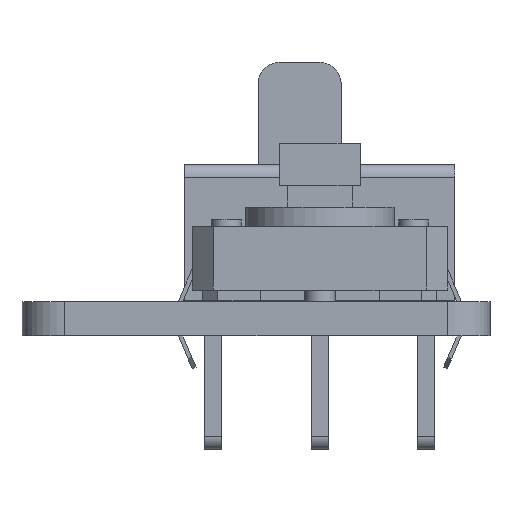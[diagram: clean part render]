
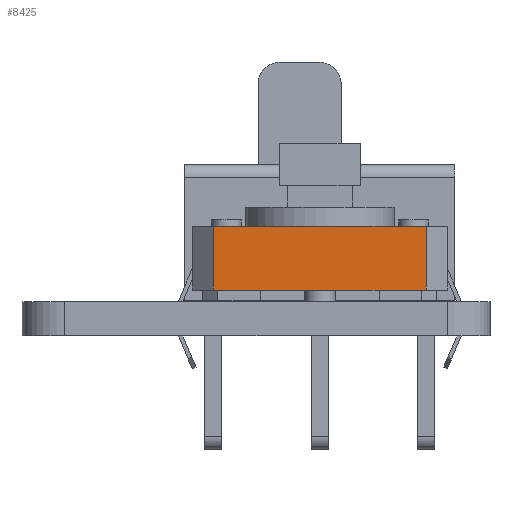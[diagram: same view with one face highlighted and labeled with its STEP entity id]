
A CAD part, left-side view. The second image highlights one B-rep face of the part: STEP entity #8425.
In plain terms, the highlighted free-form (B-spline) face has degree [1, 1] with [2, 2] control points.
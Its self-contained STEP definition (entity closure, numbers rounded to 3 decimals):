
#3069 = B_SPLINE_SURFACE_WITH_KNOTS('',1,1,(
    (#3070,#3071)
    ,(#3072,#3073
    )),.UNSPECIFIED.,.F.,.F.,.F.,(2,2),(2,2),(-6.,6.),(-6.,6.),
  .PIECEWISE_BEZIER_KNOTS.);
#3070 = CARTESIAN_POINT('',(-6.,-6.,0.));
#3071 = CARTESIAN_POINT('',(-6.,6.,0.));
#3072 = CARTESIAN_POINT('',(6.,-6.,0.));
#3073 = CARTESIAN_POINT('',(6.,6.,0.));
#7916 = EDGE_CURVE('',#7917,#7919,#7921,.T.);
#7917 = VERTEX_POINT('',#7918);
#7918 = CARTESIAN_POINT('',(5.,6.,0.));
#7919 = VERTEX_POINT('',#7920);
#7920 = CARTESIAN_POINT('',(-5.,6.,0.));
#7921 = SURFACE_CURVE('',#7922,(#7925,#7931),.PCURVE_S1.);
#7922 = B_SPLINE_CURVE_WITH_KNOTS('',1,(#7923,#7924),.UNSPECIFIED.,.F.,
  .F.,(2,2),(1.,11.),.PIECEWISE_BEZIER_KNOTS.);
#7923 = CARTESIAN_POINT('',(5.,6.,0.));
#7924 = CARTESIAN_POINT('',(-5.,6.,0.));
#7925 = PCURVE('',#3069,#7926);
#7926 = DEFINITIONAL_REPRESENTATION('',(#7927),#7930);
#7927 = B_SPLINE_CURVE_WITH_KNOTS('',1,(#7928,#7929),.UNSPECIFIED.,.F.,
  .F.,(2,2),(1.,11.),.PIECEWISE_BEZIER_KNOTS.);
#7928 = CARTESIAN_POINT('',(5.,6.));
#7929 = CARTESIAN_POINT('',(-5.,6.));
#7930 = ( GEOMETRIC_REPRESENTATION_CONTEXT(2) 
PARAMETRIC_REPRESENTATION_CONTEXT() REPRESENTATION_CONTEXT('2D SPACE',''
  ) );
#7931 = PCURVE('',#7932,#7937);
#7932 = B_SPLINE_SURFACE_WITH_KNOTS('',1,1,(
    (#7933,#7934)
    ,(#7935,#7936
    )),.UNSPECIFIED.,.F.,.F.,.F.,(2,2),(2,2),(-11.,-1.),(-3.,0.),
  .PIECEWISE_BEZIER_KNOTS.);
#7933 = CARTESIAN_POINT('',(-5.,6.,3.));
#7934 = CARTESIAN_POINT('',(-5.,6.,0.));
#7935 = CARTESIAN_POINT('',(5.,6.,3.));
#7936 = CARTESIAN_POINT('',(5.,6.,0.));
#7937 = DEFINITIONAL_REPRESENTATION('',(#7938),#7941);
#7938 = B_SPLINE_CURVE_WITH_KNOTS('',1,(#7939,#7940),.UNSPECIFIED.,.F.,
  .F.,(2,2),(1.,11.),.PIECEWISE_BEZIER_KNOTS.);
#7939 = CARTESIAN_POINT('',(-1.,0.));
#7940 = CARTESIAN_POINT('',(-11.,0.));
#7941 = ( GEOMETRIC_REPRESENTATION_CONTEXT(2) 
PARAMETRIC_REPRESENTATION_CONTEXT() REPRESENTATION_CONTEXT('2D SPACE',''
  ) );
#7957 = B_SPLINE_SURFACE_WITH_KNOTS('',1,1,(
    (#7958,#7959)
    ,(#7960,#7961
    )),.UNSPECIFIED.,.F.,.F.,.F.,(2,2),(2,2),(0.,3.),(-0.707,
    0.707),.PIECEWISE_BEZIER_KNOTS.);
#7958 = CARTESIAN_POINT('',(-6.,5.,0.));
#7959 = CARTESIAN_POINT('',(-5.,6.,0.));
#7960 = CARTESIAN_POINT('',(-6.,5.,3.));
#7961 = CARTESIAN_POINT('',(-5.,6.,3.));
#8095 = B_SPLINE_SURFACE_WITH_KNOTS('',1,1,(
    (#8096,#8097)
    ,(#8098,#8099
    )),.UNSPECIFIED.,.F.,.F.,.F.,(2,2),(2,2),(-3.,0.),(-0.707,
    0.707),.PIECEWISE_BEZIER_KNOTS.);
#8096 = CARTESIAN_POINT('',(6.,5.,3.));
#8097 = CARTESIAN_POINT('',(5.,6.,3.));
#8098 = CARTESIAN_POINT('',(6.,5.,0.));
#8099 = CARTESIAN_POINT('',(5.,6.,0.));
#8157 = B_SPLINE_SURFACE_WITH_KNOTS('',1,1,(
    (#8158,#8159)
    ,(#8160,#8161
    )),.UNSPECIFIED.,.F.,.F.,.F.,(2,2),(2,2),(-6.,6.),(-6.,6.),
  .PIECEWISE_BEZIER_KNOTS.);
#8158 = CARTESIAN_POINT('',(-6.,-6.,3.));
#8159 = CARTESIAN_POINT('',(-6.,6.,3.));
#8160 = CARTESIAN_POINT('',(6.,-6.,3.));
#8161 = CARTESIAN_POINT('',(6.,6.,3.));
#8387 = VERTEX_POINT('',#8388);
#8388 = CARTESIAN_POINT('',(-5.,6.,3.));
#8406 = EDGE_CURVE('',#8387,#7919,#8407,.T.);
#8407 = SURFACE_CURVE('',#8408,(#8411,#8417),.PCURVE_S1.);
#8408 = B_SPLINE_CURVE_WITH_KNOTS('',1,(#8409,#8410),.UNSPECIFIED.,.F.,
  .F.,(2,2),(-3.,0.),.PIECEWISE_BEZIER_KNOTS.);
#8409 = CARTESIAN_POINT('',(-5.,6.,3.));
#8410 = CARTESIAN_POINT('',(-5.,6.,0.));
#8411 = PCURVE('',#7957,#8412);
#8412 = DEFINITIONAL_REPRESENTATION('',(#8413),#8416);
#8413 = B_SPLINE_CURVE_WITH_KNOTS('',1,(#8414,#8415),.UNSPECIFIED.,.F.,
  .F.,(2,2),(-3.,0.),.PIECEWISE_BEZIER_KNOTS.);
#8414 = CARTESIAN_POINT('',(3.,0.707));
#8415 = CARTESIAN_POINT('',(0.,0.707));
#8416 = ( GEOMETRIC_REPRESENTATION_CONTEXT(2) 
PARAMETRIC_REPRESENTATION_CONTEXT() REPRESENTATION_CONTEXT('2D SPACE',''
  ) );
#8417 = PCURVE('',#7932,#8418);
#8418 = DEFINITIONAL_REPRESENTATION('',(#8419),#8422);
#8419 = B_SPLINE_CURVE_WITH_KNOTS('',1,(#8420,#8421),.UNSPECIFIED.,.F.,
  .F.,(2,2),(-3.,0.),.PIECEWISE_BEZIER_KNOTS.);
#8420 = CARTESIAN_POINT('',(-11.,-3.));
#8421 = CARTESIAN_POINT('',(-11.,0.));
#8422 = ( GEOMETRIC_REPRESENTATION_CONTEXT(2) 
PARAMETRIC_REPRESENTATION_CONTEXT() REPRESENTATION_CONTEXT('2D SPACE',''
  ) );
#8425 = ADVANCED_FACE('',(#8426),#7932,.T.);
#8426 = FACE_BOUND('',#8427,.T.);
#8427 = EDGE_LOOP('',(#8428,#8448,#8449,#8450));
#8428 = ORIENTED_EDGE('',*,*,#8429,.F.);
#8429 = EDGE_CURVE('',#7917,#8430,#8432,.T.);
#8430 = VERTEX_POINT('',#8431);
#8431 = CARTESIAN_POINT('',(5.,6.,3.));
#8432 = SURFACE_CURVE('',#8433,(#8436,#8442),.PCURVE_S1.);
#8433 = B_SPLINE_CURVE_WITH_KNOTS('',1,(#8434,#8435),.UNSPECIFIED.,.F.,
  .F.,(2,2),(0.,3.),.PIECEWISE_BEZIER_KNOTS.);
#8434 = CARTESIAN_POINT('',(5.,6.,0.));
#8435 = CARTESIAN_POINT('',(5.,6.,3.));
#8436 = PCURVE('',#7932,#8437);
#8437 = DEFINITIONAL_REPRESENTATION('',(#8438),#8441);
#8438 = B_SPLINE_CURVE_WITH_KNOTS('',1,(#8439,#8440),.UNSPECIFIED.,.F.,
  .F.,(2,2),(0.,3.),.PIECEWISE_BEZIER_KNOTS.);
#8439 = CARTESIAN_POINT('',(-1.,0.));
#8440 = CARTESIAN_POINT('',(-1.,-3.));
#8441 = ( GEOMETRIC_REPRESENTATION_CONTEXT(2) 
PARAMETRIC_REPRESENTATION_CONTEXT() REPRESENTATION_CONTEXT('2D SPACE',''
  ) );
#8442 = PCURVE('',#8095,#8443);
#8443 = DEFINITIONAL_REPRESENTATION('',(#8444),#8447);
#8444 = B_SPLINE_CURVE_WITH_KNOTS('',1,(#8445,#8446),.UNSPECIFIED.,.F.,
  .F.,(2,2),(0.,3.),.PIECEWISE_BEZIER_KNOTS.);
#8445 = CARTESIAN_POINT('',(0.,0.707));
#8446 = CARTESIAN_POINT('',(-3.,0.707));
#8447 = ( GEOMETRIC_REPRESENTATION_CONTEXT(2) 
PARAMETRIC_REPRESENTATION_CONTEXT() REPRESENTATION_CONTEXT('2D SPACE',''
  ) );
#8448 = ORIENTED_EDGE('',*,*,#7916,.T.);
#8449 = ORIENTED_EDGE('',*,*,#8406,.F.);
#8450 = ORIENTED_EDGE('',*,*,#8451,.F.);
#8451 = EDGE_CURVE('',#8430,#8387,#8452,.T.);
#8452 = SURFACE_CURVE('',#8453,(#8456,#8462),.PCURVE_S1.);
#8453 = B_SPLINE_CURVE_WITH_KNOTS('',1,(#8454,#8455),.UNSPECIFIED.,.F.,
  .F.,(2,2),(1.,11.),.PIECEWISE_BEZIER_KNOTS.);
#8454 = CARTESIAN_POINT('',(5.,6.,3.));
#8455 = CARTESIAN_POINT('',(-5.,6.,3.));
#8456 = PCURVE('',#7932,#8457);
#8457 = DEFINITIONAL_REPRESENTATION('',(#8458),#8461);
#8458 = B_SPLINE_CURVE_WITH_KNOTS('',1,(#8459,#8460),.UNSPECIFIED.,.F.,
  .F.,(2,2),(1.,11.),.PIECEWISE_BEZIER_KNOTS.);
#8459 = CARTESIAN_POINT('',(-1.,-3.));
#8460 = CARTESIAN_POINT('',(-11.,-3.));
#8461 = ( GEOMETRIC_REPRESENTATION_CONTEXT(2) 
PARAMETRIC_REPRESENTATION_CONTEXT() REPRESENTATION_CONTEXT('2D SPACE',''
  ) );
#8462 = PCURVE('',#8157,#8463);
#8463 = DEFINITIONAL_REPRESENTATION('',(#8464),#8467);
#8464 = B_SPLINE_CURVE_WITH_KNOTS('',1,(#8465,#8466),.UNSPECIFIED.,.F.,
  .F.,(2,2),(1.,11.),.PIECEWISE_BEZIER_KNOTS.);
#8465 = CARTESIAN_POINT('',(5.,6.));
#8466 = CARTESIAN_POINT('',(-5.,6.));
#8467 = ( GEOMETRIC_REPRESENTATION_CONTEXT(2) 
PARAMETRIC_REPRESENTATION_CONTEXT() REPRESENTATION_CONTEXT('2D SPACE',''
  ) );
